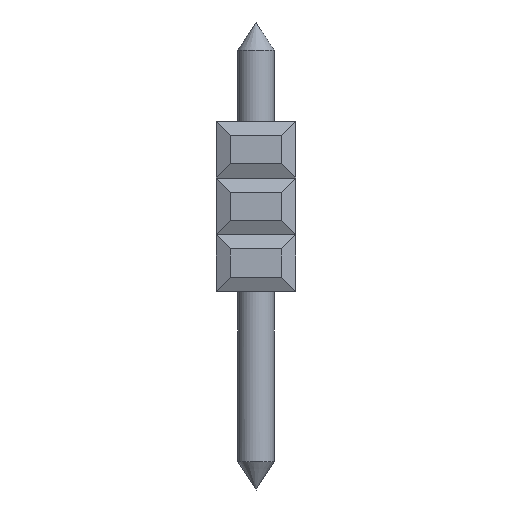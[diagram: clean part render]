
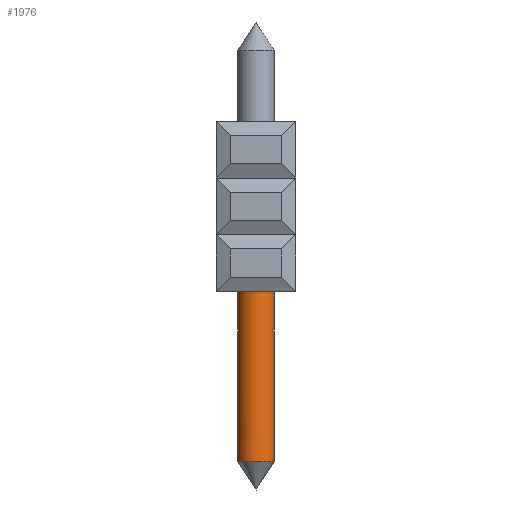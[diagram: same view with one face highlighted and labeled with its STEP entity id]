
A CAD part, left-side view. The second image highlights one B-rep face of the part: STEP entity #1976.
In plain terms, the highlighted cylindrical face has radius 0.65 mm (diameter 1.3 mm), a full revolution.
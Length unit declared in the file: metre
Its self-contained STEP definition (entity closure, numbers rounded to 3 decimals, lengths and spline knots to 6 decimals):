
#1976=ADVANCED_FACE('',(#4745,#4746),#4747,.T.);
#4745=FACE_OUTER_BOUND('',#8256,.T.);
#4746=FACE_OUTER_BOUND('',#8257,.T.);
#4747=CYLINDRICAL_SURFACE('',#8258,0.00065);
#8256=EDGE_LOOP('',(#14559));
#8257=EDGE_LOOP('',(#14560));
#8258=AXIS2_PLACEMENT_3D('',#14561,#14562,#14563);
#14559=ORIENTED_EDGE('',*,*,#21466,.F.);
#14560=ORIENTED_EDGE('',*,*,#21469,.F.);
#14561=CARTESIAN_POINT('',(0.01065,-0.03326,-0.0015));
#14562=DIRECTION('',(0.0,0.,-1.0));
#14563=DIRECTION('',(-1.0,0.0,0.0));
#21466=EDGE_CURVE('',#26177,#26177,#26178,.T.);
#21469=EDGE_CURVE('',#26180,#26180,#26181,.T.);
#26177=VERTEX_POINT('',#32645);
#26178=CIRCLE('',#32646,0.00065);
#26180=VERTEX_POINT('',#32648);
#26181=CIRCLE('',#32649,0.00065);
#32645=CARTESIAN_POINT('',(0.01104,-0.03274,-0.012));
#32646=AXIS2_PLACEMENT_3D('',#36882,#36883,#36884);
#32648=CARTESIAN_POINT('',(0.01065,-0.03391,-0.0058));
#32649=AXIS2_PLACEMENT_3D('',#36885,#36886,#36887);
#36882=CARTESIAN_POINT('',(0.01065,-0.03326,-0.012));
#36883=DIRECTION('',(0.,0.,-1.0));
#36884=DIRECTION('',(0.6,0.8,0.));
#36885=CARTESIAN_POINT('',(0.01065,-0.03326,-0.0058));
#36886=DIRECTION('',(0.0,0.,1.0));
#36887=DIRECTION('',(0.0,-1.0,0.));
